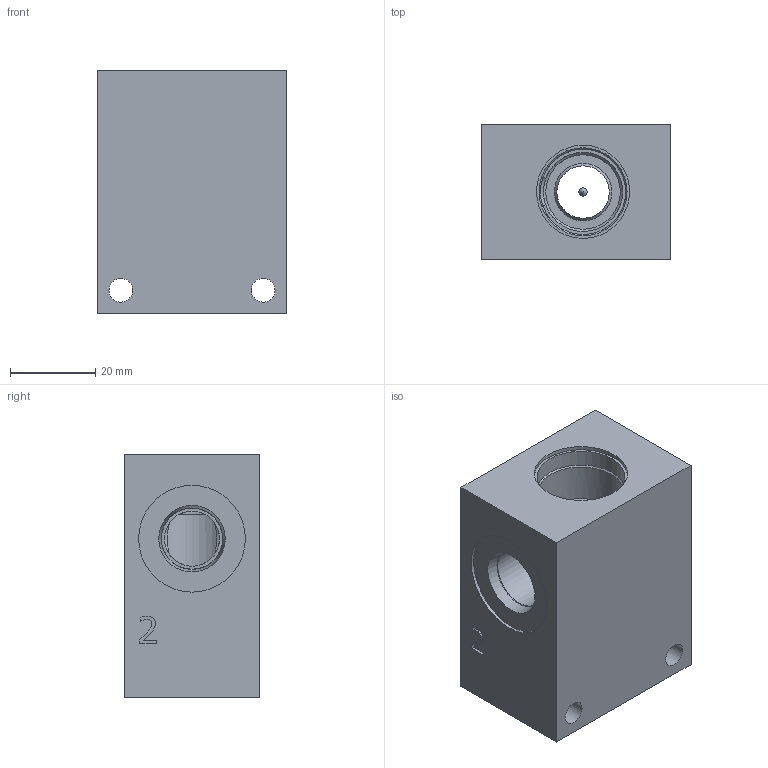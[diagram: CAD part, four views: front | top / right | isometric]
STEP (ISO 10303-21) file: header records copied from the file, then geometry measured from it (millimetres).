
FILE_DESCRIPTION(/* description */ (''),/* implementation_level */ '2;1');
FILE_NAME(/* name */ '_T13ACB6S.stp',/* time_stamp */ '2020-06-01T15:31:46-04:00',/* author */ ('devonn'),/* organization */ (''),/* preprocessor_version */ 'ST-DEVELOPER v17',/* originating_system */ 'Autodesk Inventor 2019',/* authorisation */ '');
FILE_SCHEMA (('AUTOMOTIVE_DESIGN { 1 0 10303 214 3 1 1 }'));
Length unit declared in the file: millimetre
Products named in the file (1): Part_AT13ACB6S.C13175R0_3D
Bounding box: 44.45 x 31.75 x 57.15 mm (x, y, z)
Volume: 62632.7 mm3; surface area: 16264.5 mm2
Topology: 2 solids, 2 shells, 387 faces, 1070 edges, 717 vertices
Faces by surface type: plane 254, bspline 105, cylinder 16, cone 12
Full cylindrical faces by diameter (mm): 5.563 x2, 12.294 x1, 12.9 x2, 14.275 x2, 14.529 x2, 17.45 x1, 18.542 x1, 19.99 x1, 20.625 x1, 21.819 x1, 25.019 x2
Entity records: 13206 total; most frequent: CARTESIAN_POINT 3591, ORIENTED_EDGE 2136, DIRECTION 1479, EDGE_CURVE 1068, LINE 787, VECTOR 787, VERTEX_POINT 717, EDGE_LOOP 427
